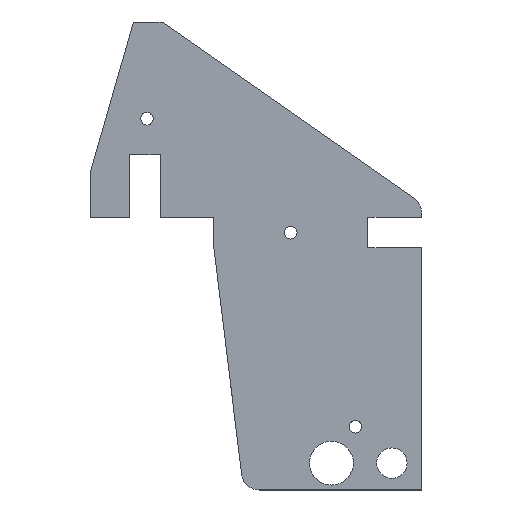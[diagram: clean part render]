
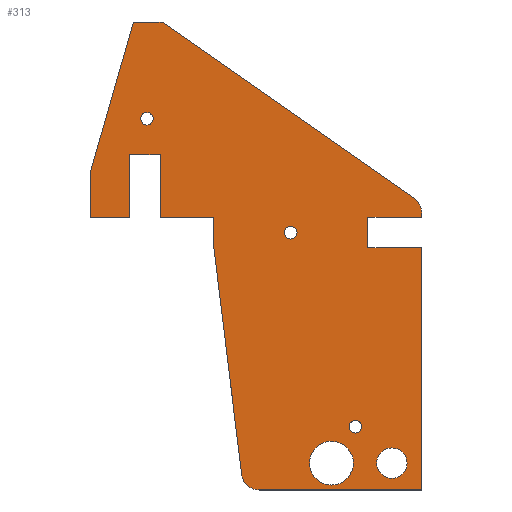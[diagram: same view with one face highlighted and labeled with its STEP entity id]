
A CAD part, top view. The second image highlights one B-rep face of the part: STEP entity #313.
In plain terms, the highlighted planar face has unit normal (0, 0, 1).
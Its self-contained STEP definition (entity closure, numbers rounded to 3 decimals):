
#24 = VERTEX_POINT('',#25);
#25 = CARTESIAN_POINT('',(34.35,67.699,0.));
#31 = EDGE_CURVE('',#24,#32,#34,.T.);
#32 = VERTEX_POINT('',#33);
#33 = CARTESIAN_POINT('',(34.35,75.7,0.));
#34 = LINE('',#35,#36);
#35 = CARTESIAN_POINT('',(34.35,67.699,0.));
#36 = VECTOR('',#37,1.);
#37 = DIRECTION('',(0.,1.,0.));
#62 = EDGE_CURVE('',#24,#63,#65,.T.);
#63 = VERTEX_POINT('',#64);
#64 = CARTESIAN_POINT('',(42.123,4.391,0.));
#65 = LINE('',#66,#67);
#66 = CARTESIAN_POINT('',(34.35,67.699,0.));
#67 = VECTOR('',#68,1.);
#68 = DIRECTION('',(0.122,-0.993,0.));
#93 = EDGE_CURVE('',#32,#94,#96,.T.);
#94 = VERTEX_POINT('',#95);
#95 = CARTESIAN_POINT('',(19.45,75.7,0.));
#96 = LINE('',#97,#98);
#97 = CARTESIAN_POINT('',(34.35,75.7,0.));
#98 = VECTOR('',#99,1.);
#99 = DIRECTION('',(-1.,0.,0.));
#313 = ADVANCED_FACE('',(#314,#447,#458,#469,#480,#491),#502,.F.);
#314 = FACE_BOUND('',#315,.F.);
#315 = EDGE_LOOP('',(#316,#317,#318,#326,#334,#342,#350,#358,#366,#374,
    #382,#391,#399,#407,#415,#423,#431,#439,#446));
#316 = ORIENTED_EDGE('',*,*,#31,.T.);
#317 = ORIENTED_EDGE('',*,*,#93,.T.);
#318 = ORIENTED_EDGE('',*,*,#319,.T.);
#319 = EDGE_CURVE('',#94,#320,#322,.T.);
#320 = VERTEX_POINT('',#321);
#321 = CARTESIAN_POINT('',(19.45,93.25,0.));
#322 = LINE('',#323,#324);
#323 = CARTESIAN_POINT('',(19.45,75.7,0.));
#324 = VECTOR('',#325,1.);
#325 = DIRECTION('',(0.,1.,0.));
#326 = ORIENTED_EDGE('',*,*,#327,.T.);
#327 = EDGE_CURVE('',#320,#328,#330,.T.);
#328 = VERTEX_POINT('',#329);
#329 = CARTESIAN_POINT('',(11.,93.25,0.));
#330 = LINE('',#331,#332);
#331 = CARTESIAN_POINT('',(19.45,93.25,0.));
#332 = VECTOR('',#333,1.);
#333 = DIRECTION('',(-1.,0.,0.));
#334 = ORIENTED_EDGE('',*,*,#335,.T.);
#335 = EDGE_CURVE('',#328,#336,#338,.T.);
#336 = VERTEX_POINT('',#337);
#337 = CARTESIAN_POINT('',(11.,75.7,0.));
#338 = LINE('',#339,#340);
#339 = CARTESIAN_POINT('',(11.,93.25,0.));
#340 = VECTOR('',#341,1.);
#341 = DIRECTION('',(0.,-1.,0.));
#342 = ORIENTED_EDGE('',*,*,#343,.T.);
#343 = EDGE_CURVE('',#336,#344,#346,.T.);
#344 = VERTEX_POINT('',#345);
#345 = CARTESIAN_POINT('',(0.,75.7,0.));
#346 = LINE('',#347,#348);
#347 = CARTESIAN_POINT('',(11.,75.7,0.));
#348 = VECTOR('',#349,1.);
#349 = DIRECTION('',(-1.,0.,0.));
#350 = ORIENTED_EDGE('',*,*,#351,.T.);
#351 = EDGE_CURVE('',#344,#352,#354,.T.);
#352 = VERTEX_POINT('',#353);
#353 = CARTESIAN_POINT('',(0.,88.351,0.));
#354 = LINE('',#355,#356);
#355 = CARTESIAN_POINT('',(0.,75.7,0.));
#356 = VECTOR('',#357,1.);
#357 = DIRECTION('',(0.,1.,0.));
#358 = ORIENTED_EDGE('',*,*,#359,.T.);
#359 = EDGE_CURVE('',#352,#360,#362,.T.);
#360 = VERTEX_POINT('',#361);
#361 = CARTESIAN_POINT('',(12.,130.2,0.));
#362 = LINE('',#363,#364);
#363 = CARTESIAN_POINT('',(0.,88.351,0.));
#364 = VECTOR('',#365,1.);
#365 = DIRECTION('',(0.276,0.961,0.));
#366 = ORIENTED_EDGE('',*,*,#367,.T.);
#367 = EDGE_CURVE('',#360,#368,#370,.T.);
#368 = VERTEX_POINT('',#369);
#369 = CARTESIAN_POINT('',(19.99,130.2,0.));
#370 = LINE('',#371,#372);
#371 = CARTESIAN_POINT('',(12.,130.2,0.));
#372 = VECTOR('',#373,1.);
#373 = DIRECTION('',(1.,0.,0.));
#374 = ORIENTED_EDGE('',*,*,#375,.T.);
#375 = EDGE_CURVE('',#368,#376,#378,.T.);
#376 = VERTEX_POINT('',#377);
#377 = CARTESIAN_POINT('',(90.118,81.096,0.));
#378 = LINE('',#379,#380);
#379 = CARTESIAN_POINT('',(19.99,130.2,0.));
#380 = VECTOR('',#381,1.);
#381 = DIRECTION('',(0.819,-0.574,0.));
#382 = ORIENTED_EDGE('',*,*,#383,.F.);
#383 = EDGE_CURVE('',#384,#376,#386,.T.);
#384 = VERTEX_POINT('',#385);
#385 = CARTESIAN_POINT('',(92.25,77.,0.));
#386 = CIRCLE('',#387,5.);
#387 = AXIS2_PLACEMENT_3D('',#388,#389,#390);
#388 = CARTESIAN_POINT('',(87.25,77.,0.));
#389 = DIRECTION('',(0.,0.,1.));
#390 = DIRECTION('',(1.,0.,0.));
#391 = ORIENTED_EDGE('',*,*,#392,.F.);
#392 = EDGE_CURVE('',#393,#384,#395,.T.);
#393 = VERTEX_POINT('',#394);
#394 = CARTESIAN_POINT('',(92.25,75.85,0.));
#395 = LINE('',#396,#397);
#396 = CARTESIAN_POINT('',(92.25,75.85,0.));
#397 = VECTOR('',#398,1.);
#398 = DIRECTION('',(0.,1.,0.));
#399 = ORIENTED_EDGE('',*,*,#400,.T.);
#400 = EDGE_CURVE('',#393,#401,#403,.T.);
#401 = VERTEX_POINT('',#402);
#402 = CARTESIAN_POINT('',(77.25,75.85,0.));
#403 = LINE('',#404,#405);
#404 = CARTESIAN_POINT('',(92.25,75.85,0.));
#405 = VECTOR('',#406,1.);
#406 = DIRECTION('',(-1.,0.,0.));
#407 = ORIENTED_EDGE('',*,*,#408,.T.);
#408 = EDGE_CURVE('',#401,#409,#411,.T.);
#409 = VERTEX_POINT('',#410);
#410 = CARTESIAN_POINT('',(77.25,67.4,0.));
#411 = LINE('',#412,#413);
#412 = CARTESIAN_POINT('',(77.25,75.85,0.));
#413 = VECTOR('',#414,1.);
#414 = DIRECTION('',(0.,-1.,0.));
#415 = ORIENTED_EDGE('',*,*,#416,.T.);
#416 = EDGE_CURVE('',#409,#417,#419,.T.);
#417 = VERTEX_POINT('',#418);
#418 = CARTESIAN_POINT('',(92.25,67.4,0.));
#419 = LINE('',#420,#421);
#420 = CARTESIAN_POINT('',(77.25,67.4,0.));
#421 = VECTOR('',#422,1.);
#422 = DIRECTION('',(1.,0.,0.));
#423 = ORIENTED_EDGE('',*,*,#424,.T.);
#424 = EDGE_CURVE('',#417,#425,#427,.T.);
#425 = VERTEX_POINT('',#426);
#426 = CARTESIAN_POINT('',(92.25,0.,0.));
#427 = LINE('',#428,#429);
#428 = CARTESIAN_POINT('',(92.25,67.4,0.));
#429 = VECTOR('',#430,1.);
#430 = DIRECTION('',(0.,-1.,0.));
#431 = ORIENTED_EDGE('',*,*,#432,.T.);
#432 = EDGE_CURVE('',#425,#433,#435,.T.);
#433 = VERTEX_POINT('',#434);
#434 = CARTESIAN_POINT('',(47.086,0.,0.));
#435 = LINE('',#436,#437);
#436 = CARTESIAN_POINT('',(92.25,0.,0.));
#437 = VECTOR('',#438,1.);
#438 = DIRECTION('',(-1.,0.,0.));
#439 = ORIENTED_EDGE('',*,*,#440,.F.);
#440 = EDGE_CURVE('',#63,#433,#441,.T.);
#441 = CIRCLE('',#442,5.);
#442 = AXIS2_PLACEMENT_3D('',#443,#444,#445);
#443 = CARTESIAN_POINT('',(47.086,5.,0.));
#444 = DIRECTION('',(0.,0.,1.));
#445 = DIRECTION('',(1.,0.,0.));
#446 = ORIENTED_EDGE('',*,*,#62,.F.);
#447 = FACE_BOUND('',#448,.F.);
#448 = EDGE_LOOP('',(#449));
#449 = ORIENTED_EDGE('',*,*,#450,.T.);
#450 = EDGE_CURVE('',#451,#451,#453,.T.);
#451 = VERTEX_POINT('',#452);
#452 = CARTESIAN_POINT('',(17.525,103.27,0.));
#453 = CIRCLE('',#454,1.75);
#454 = AXIS2_PLACEMENT_3D('',#455,#456,#457);
#455 = CARTESIAN_POINT('',(15.775,103.27,0.));
#456 = DIRECTION('',(0.,0.,1.));
#457 = DIRECTION('',(1.,0.,0.));
#458 = FACE_BOUND('',#459,.F.);
#459 = EDGE_LOOP('',(#460));
#460 = ORIENTED_EDGE('',*,*,#461,.T.);
#461 = EDGE_CURVE('',#462,#462,#464,.T.);
#462 = VERTEX_POINT('',#463);
#463 = CARTESIAN_POINT('',(57.55,71.57,0.));
#464 = CIRCLE('',#465,1.75);
#465 = AXIS2_PLACEMENT_3D('',#466,#467,#468);
#466 = CARTESIAN_POINT('',(55.8,71.57,0.));
#467 = DIRECTION('',(0.,0.,1.));
#468 = DIRECTION('',(1.,0.,0.));
#469 = FACE_BOUND('',#470,.F.);
#470 = EDGE_LOOP('',(#471));
#471 = ORIENTED_EDGE('',*,*,#472,.T.);
#472 = EDGE_CURVE('',#473,#473,#475,.T.);
#473 = VERTEX_POINT('',#474);
#474 = CARTESIAN_POINT('',(75.525,17.575,0.));
#475 = CIRCLE('',#476,1.75);
#476 = AXIS2_PLACEMENT_3D('',#477,#478,#479);
#477 = CARTESIAN_POINT('',(73.775,17.575,0.));
#478 = DIRECTION('',(0.,0.,1.));
#479 = DIRECTION('',(1.,0.,0.));
#480 = FACE_BOUND('',#481,.F.);
#481 = EDGE_LOOP('',(#482));
#482 = ORIENTED_EDGE('',*,*,#483,.T.);
#483 = EDGE_CURVE('',#484,#484,#486,.T.);
#484 = VERTEX_POINT('',#485);
#485 = CARTESIAN_POINT('',(88.17,7.45,0.));
#486 = CIRCLE('',#487,4.25);
#487 = AXIS2_PLACEMENT_3D('',#488,#489,#490);
#488 = CARTESIAN_POINT('',(83.92,7.45,0.));
#489 = DIRECTION('',(0.,0.,1.));
#490 = DIRECTION('',(1.,0.,0.));
#491 = FACE_BOUND('',#492,.F.);
#492 = EDGE_LOOP('',(#493));
#493 = ORIENTED_EDGE('',*,*,#494,.T.);
#494 = EDGE_CURVE('',#495,#495,#497,.T.);
#495 = VERTEX_POINT('',#496);
#496 = CARTESIAN_POINT('',(73.22,7.45,0.));
#497 = CIRCLE('',#498,6.1);
#498 = AXIS2_PLACEMENT_3D('',#499,#500,#501);
#499 = CARTESIAN_POINT('',(67.12,7.45,0.));
#500 = DIRECTION('',(0.,0.,1.));
#501 = DIRECTION('',(1.,0.,0.));
#502 = PLANE('',#503);
#503 = AXIS2_PLACEMENT_3D('',#504,#505,#506);
#504 = CARTESIAN_POINT('',(49.127,65.848,0.));
#505 = DIRECTION('',(-0.,-0.,-1.));
#506 = DIRECTION('',(-1.,0.,0.));
